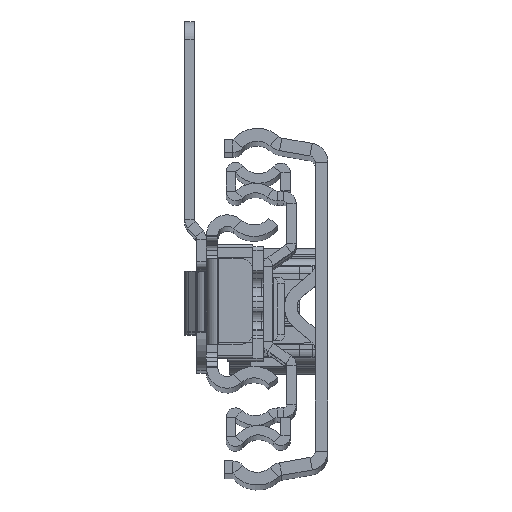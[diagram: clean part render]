
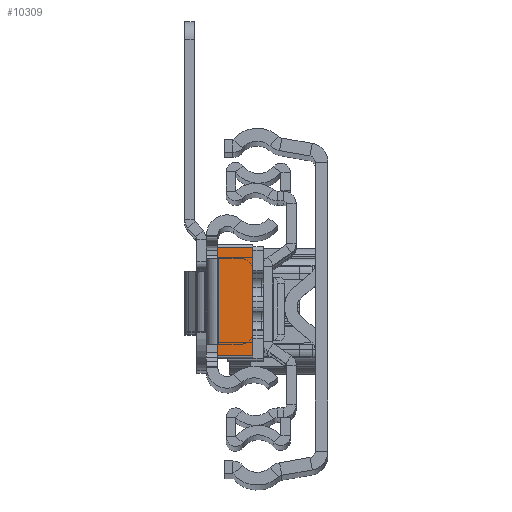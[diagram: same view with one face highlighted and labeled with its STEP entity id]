
A CAD part, top view. The second image highlights one B-rep face of the part: STEP entity #10309.
In plain terms, the highlighted planar face has unit normal (0, 0, 1).
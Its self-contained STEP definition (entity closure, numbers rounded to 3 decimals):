
#705 = CARTESIAN_POINT ( 'NONE',  ( 5.5, 11114.482, 0. ) ) ;
#866 = VERTEX_POINT ( 'NONE', #11720 ) ;
#1275 = ORIENTED_EDGE ( 'NONE', *, *, #17363, .T. ) ;
#1822 = CARTESIAN_POINT ( 'NONE',  ( 0., 11114.482, 0. ) ) ;
#1926 = LINE ( 'NONE', #17345, #26986 ) ;
#2515 = VECTOR ( 'NONE', #10477, 1000. ) ;
#3294 = EDGE_LOOP ( 'NONE', ( #25017, #5618, #15498, #1275 ) ) ;
#4615 = LINE ( 'NONE', #23700, #24807 ) ;
#5524 = VERTEX_POINT ( 'NONE', #26743 ) ;
#5618 = ORIENTED_EDGE ( 'NONE', *, *, #19160, .T. ) ;
#6187 = DIRECTION ( 'NONE',  ( 1., 0., 0. ) ) ;
#7260 = CARTESIAN_POINT ( 'NONE',  ( 0., 8.5, 0. ) ) ;
#8114 = CARTESIAN_POINT ( 'NONE',  ( 5.5, -8.5, 0. ) ) ;
#8736 = PLANE ( 'NONE',  #15821 ) ;
#9642 = DIRECTION ( 'NONE',  ( 0., 1., 0. ) ) ;
#9825 = VERTEX_POINT ( 'NONE', #8114 ) ;
#10309 = ADVANCED_FACE ( 'NONE', ( #19482 ), #8736, .T. ) ;
#10477 = DIRECTION ( 'NONE',  ( 0., -1., 0. ) ) ;
#11720 = CARTESIAN_POINT ( 'NONE',  ( 0., -8.5, 0. ) ) ;
#14952 = DIRECTION ( 'NONE',  ( 1., 0., 0. ) ) ;
#15498 = ORIENTED_EDGE ( 'NONE', *, *, #24184, .T. ) ;
#15764 = EDGE_CURVE ( 'NONE', #26391, #866, #21195, .T. ) ;
#15821 = AXIS2_PLACEMENT_3D ( 'NONE', #25833, #23845, #6187 ) ;
#17345 = CARTESIAN_POINT ( 'NONE',  ( 0., 8.5, 0. ) ) ;
#17363 = EDGE_CURVE ( 'NONE', #5524, #26391, #1926, .T. ) ;
#19160 = EDGE_CURVE ( 'NONE', #866, #9825, #4615, .T. ) ;
#19342 = VECTOR ( 'NONE', #9642, 1000. ) ;
#19482 = FACE_OUTER_BOUND ( 'NONE', #3294, .T. ) ;
#20085 = LINE ( 'NONE', #705, #19342 ) ;
#21195 = LINE ( 'NONE', #1822, #2515 ) ;
#23700 = CARTESIAN_POINT ( 'NONE',  ( 0., -8.5, 0. ) ) ;
#23845 = DIRECTION ( 'NONE',  ( 0., 0., 1. ) ) ;
#24184 = EDGE_CURVE ( 'NONE', #9825, #5524, #20085, .T. ) ;
#24807 = VECTOR ( 'NONE', #14952, 1000. ) ;
#25017 = ORIENTED_EDGE ( 'NONE', *, *, #15764, .T. ) ;
#25395 = DIRECTION ( 'NONE',  ( -1., 0., 0. ) ) ;
#25833 = CARTESIAN_POINT ( 'NONE',  ( 0., 11114.482, 0. ) ) ;
#26391 = VERTEX_POINT ( 'NONE', #7260 ) ;
#26743 = CARTESIAN_POINT ( 'NONE',  ( 5.5, 8.5, 0. ) ) ;
#26986 = VECTOR ( 'NONE', #25395, 1000. ) ;
